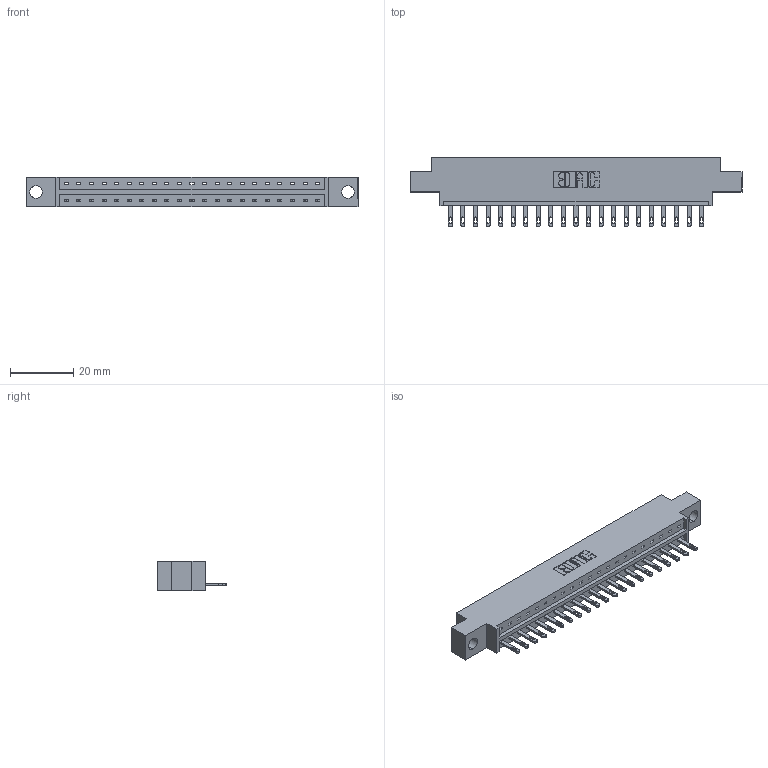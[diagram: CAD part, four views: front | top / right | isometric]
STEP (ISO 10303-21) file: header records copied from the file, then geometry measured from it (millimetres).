
FILE_DESCRIPTION (( 'STEP AP203' ), '1' );
FILE_NAME ('833-021-500-604.STEP', '2020-06-01T14:29:38', ( '' ), ( '' ), 'SwSTEP 2.0', 'SolidWorks 2020', '' );
FILE_SCHEMA (( 'CONFIG_CONTROL_DESIGN' ));
Length unit declared in the file: inch
Products named in the file (3): 345-292-001_345-293-100; 833-021-500-604; 833 Part_Offset - .156 Dia - TH
Assembly tree (22 placements, depth 2):
  833-021-500-604
    833 Part_Offset - .156 Dia - TH
    345-292-001_345-293-100  x21
Bounding box: 104.75 x 21.85 x 9.4 mm (x, y, z)
Volume: 10057.5 mm3; surface area: 10789 mm2
Topology: 22 solids, 22 shells, 1252 faces, 3851 edges, 2566 vertices
Faces by surface type: plane 830, cylinder 422
Entity records: 15619 total; most frequent: CARTESIAN_POINT 2705, ORIENTED_EDGE 2662, DIRECTION 2325, EDGE_CURVE 1331, LINE 1199, VECTOR 1199, VERTEX_POINT 886, AXIS2_PLACEMENT_3D 563
